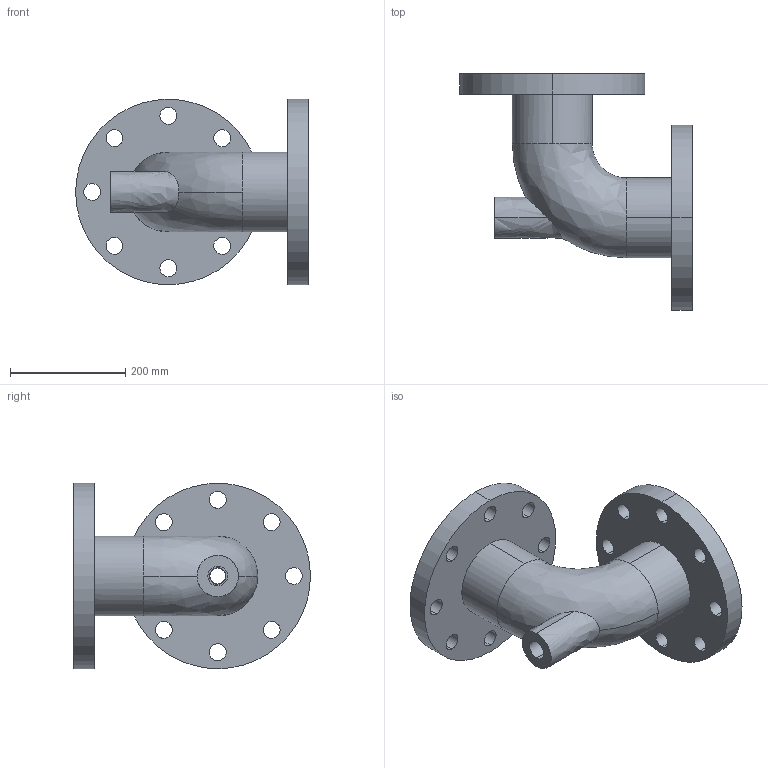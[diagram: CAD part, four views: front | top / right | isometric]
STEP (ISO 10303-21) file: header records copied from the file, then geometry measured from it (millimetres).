
FILE_DESCRIPTION(('FreeCAD Model'),'2;1');
FILE_NAME('Open CASCADE Shape Model','2025-05-09T07:33:35',('FreeCAD'),( 'FreeCAD'),'Open CASCADE STEP processor 7.6','FreeCAD','Unknown');
FILE_SCHEMA(('AUTOMOTIVE_DESIGN { 1 0 10303 214 1 1 1 1 }'));
Length unit declared in the file: millimetre
Products named in the file (1): Open CASCADE STEP translator 7.6 1
Bounding box: 404.49 x 411.65 x 322.17 mm (x, y, z)
Volume: 8292221.5 mm3; surface area: 702215.1 mm2
Topology: 1 solids, 1 shells, 60 faces, 168 edges, 112 vertices
Faces by surface type: bspline 60
Entity records: 2490 total; most frequent: CARTESIAN_POINT 1537, ORIENTED_EDGE 336, EDGE_CURVE 168, VERTEX_POINT 112, FACE_BOUND 98, EDGE_LOOP 98, ADVANCED_FACE 60, B_SPLINE_CURVE_WITH_KNOTS 58
